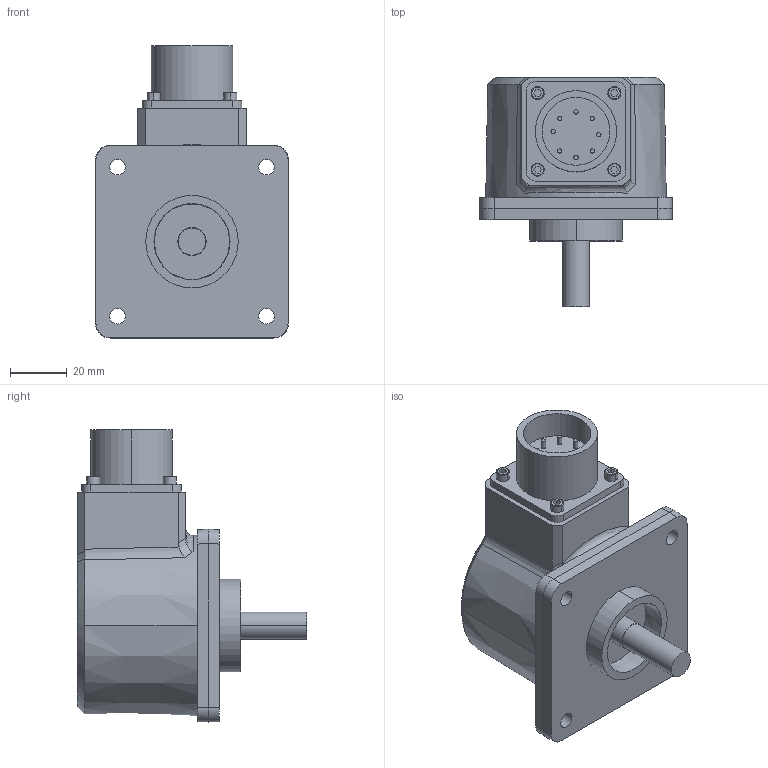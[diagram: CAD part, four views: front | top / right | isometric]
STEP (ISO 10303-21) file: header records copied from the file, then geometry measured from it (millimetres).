
FILE_DESCRIPTION((''),'2;1');
FILE_NAME('HC625_SW0003','2012-03-29T',('abhishek.jadhav'),(''),'PRO/ENGINEER BY PARAMETRIC TECHNOLOGY CORPORATION, 2010280','PRO/ENGINEER BY PARAMETRIC TECHNOLOGY CORPORATION, 2010280','');
FILE_SCHEMA(('CONFIG_CONTROL_DESIGN'));
Length unit declared in the file: inch
Products named in the file (1): HC625_SW0003
Bounding box: 67.82 x 80.64 x 102.74 mm (x, y, z)
Volume: 133982.8 mm3; surface area: 48827.6 mm2
Topology: 2 solids, 2 shells, 230 faces, 560 edges, 366 vertices
Faces by surface type: plane 110, cylinder 86, cone 25, bspline 6, torus 3
Entity records: 7496 total; most frequent: CARTESIAN_POINT 2020, DIRECTION 1124, ORIENTED_EDGE 1120, EDGE_CURVE 560, AXIS2_PLACEMENT_3D 426, VERTEX_POINT 366, VECTOR 272, LINE 272
